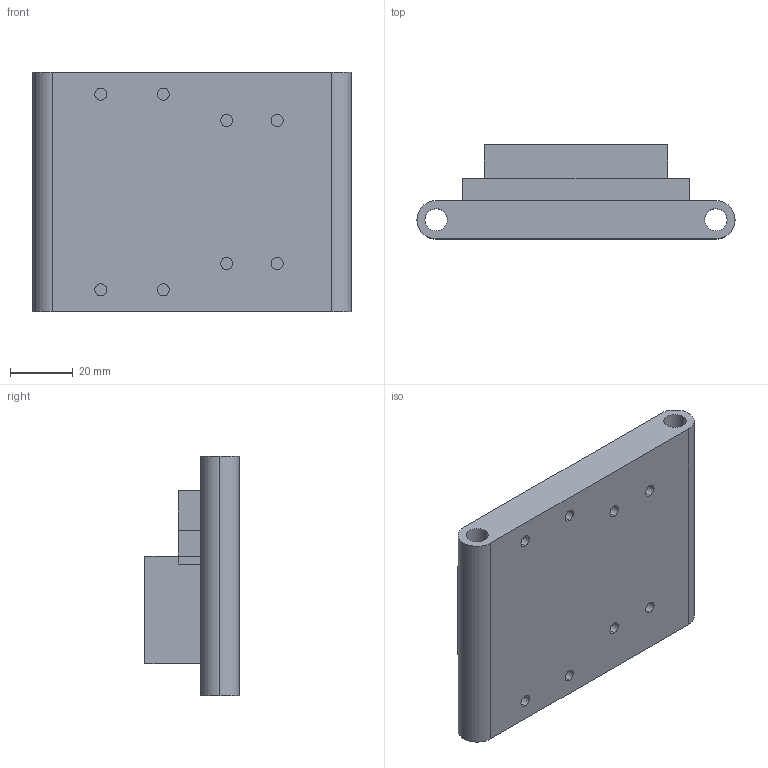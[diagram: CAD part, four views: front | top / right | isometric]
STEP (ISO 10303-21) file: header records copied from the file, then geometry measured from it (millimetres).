
FILE_DESCRIPTION (( 'STEP AP214' ), '1' );
FILE_NAME ('Flight Computer Sled Cantaloupe v2.STEP', '2026-02-13T02:19:35', ( '' ), ( '' ), 'SwSTEP 2.0', 'SolidWorks 2025', '' );
FILE_SCHEMA (( 'AUTOMOTIVE_DESIGN' ));
Length unit declared in the file: inch
Products named in the file (1): Flight Computer Sled Cantaloupe v2
Bounding box: 101.09 x 29.97 x 76.2 mm (x, y, z)
Volume: 93953.1 mm3; surface area: 30616.3 mm2
Topology: 1 solids, 1 shells, 69 faces, 162 edges, 108 vertices
Faces by surface type: plane 38, cylinder 31
Entity records: 2033 total; most frequent: DIRECTION 364, CARTESIAN_POINT 340, ORIENTED_EDGE 324, EDGE_CURVE 162, AXIS2_PLACEMENT_3D 132, VERTEX_POINT 108, LINE 100, VECTOR 100
